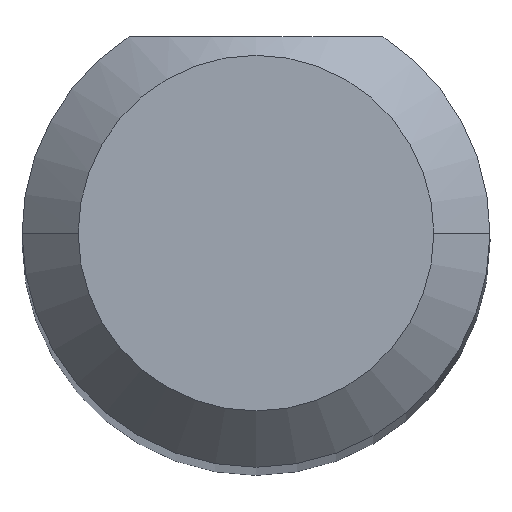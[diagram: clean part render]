
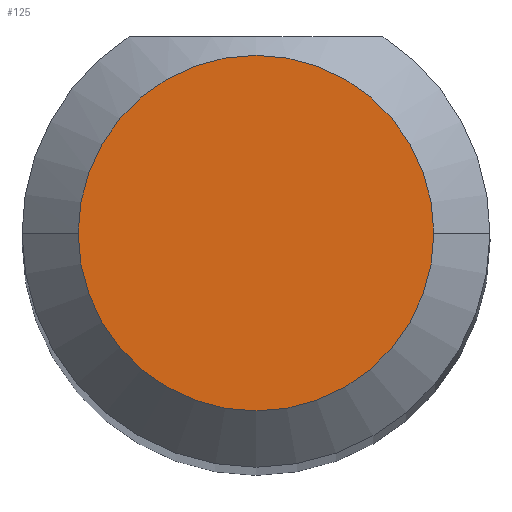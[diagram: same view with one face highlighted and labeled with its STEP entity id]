
A CAD part, top view. The second image highlights one B-rep face of the part: STEP entity #125.
In plain terms, the highlighted planar face has unit normal (0, 0, 1).
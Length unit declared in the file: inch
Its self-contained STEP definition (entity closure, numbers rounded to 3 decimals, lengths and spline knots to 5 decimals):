
#22 = EDGE_CURVE ( 'NONE', #116, #300, #139, .T. ) ;
#34 = AXIS2_PLACEMENT_3D ( 'NONE', #237, #502, #117 ) ;
#38 = EDGE_LOOP ( 'NONE', ( #511, #341 ) ) ;
#55 = DIRECTION ( 'NONE',  ( 0., 0., 1. ) ) ;
#101 = AXIS2_PLACEMENT_3D ( 'NONE', #492, #456, #160 ) ;
#116 = VERTEX_POINT ( 'NONE', #190 ) ;
#117 = DIRECTION ( 'NONE',  ( 1., 0., 0. ) ) ;
#125 = ADVANCED_FACE ( 'NONE', ( #206 ), #543, .T. ) ;
#139 = CIRCLE ( 'NONE', #279, 0.0475 ) ;
#160 = DIRECTION ( 'NONE',  ( 1., 0., 0. ) ) ;
#190 = CARTESIAN_POINT ( 'NONE',  ( 0.0475, 0., 1.5 ) ) ;
#206 = FACE_OUTER_BOUND ( 'NONE', #38, .T. ) ;
#237 = CARTESIAN_POINT ( 'NONE',  ( 0., 0., 1.5 ) ) ;
#242 = EDGE_CURVE ( 'NONE', #300, #116, #493, .T. ) ;
#279 = AXIS2_PLACEMENT_3D ( 'NONE', #319, #55, #361 ) ;
#300 = VERTEX_POINT ( 'NONE', #507 ) ;
#319 = CARTESIAN_POINT ( 'NONE',  ( 0., 0., 1.5 ) ) ;
#341 = ORIENTED_EDGE ( 'NONE', *, *, #22, .T. ) ;
#361 = DIRECTION ( 'NONE',  ( 1., 0., 0. ) ) ;
#456 = DIRECTION ( 'NONE',  ( 0., 0., 1. ) ) ;
#492 = CARTESIAN_POINT ( 'NONE',  ( 0., 0., 1.5 ) ) ;
#493 = CIRCLE ( 'NONE', #34, 0.0475 ) ;
#502 = DIRECTION ( 'NONE',  ( 0., 0., 1. ) ) ;
#507 = CARTESIAN_POINT ( 'NONE',  ( -0.0475, 0., 1.5 ) ) ;
#511 = ORIENTED_EDGE ( 'NONE', *, *, #242, .T. ) ;
#543 = PLANE ( 'NONE',  #101 ) ;
